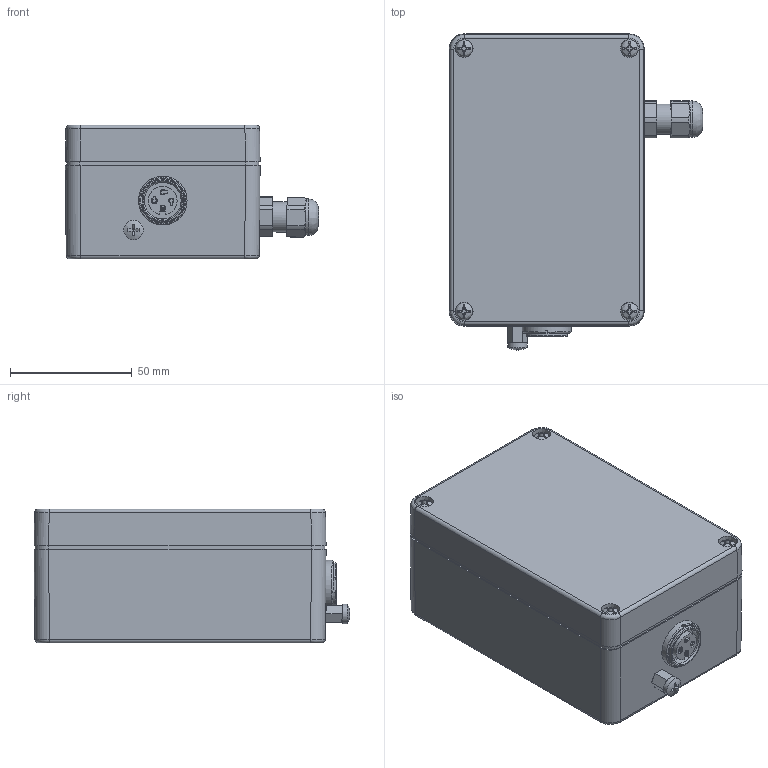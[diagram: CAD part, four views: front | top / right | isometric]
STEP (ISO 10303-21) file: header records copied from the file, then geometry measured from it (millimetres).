
FILE_DESCRIPTION(/* description */ (''),/* implementation_level */ '2;1');
FILE_NAME(/* name */ 'Schaltverstärker 10 055 00 CSV55-L15_kpl.stp',/* time_stamp */ '2018-03-07T09:53:13+01:00',/* author */ ('kuttig'),/* organization */ (''),/* preprocessor_version */ 'ST-DEVELOPER v16.13',/* originating_system */ 'Autodesk Inventor 2018',/* authorisation */ '');
FILE_SCHEMA (('CONFIG_CONTROL_DESIGN'));
Products named in the file (1): Schaltverstärker 10 055 00 CSV55-L15_kpl
Bounding box: 104.04 x 129.83 x 55 mm (x, y, z)
Volume: 134443.2 mm3; surface area: 114675.6 mm2
Topology: 14 solids, 15 shells, 3085 faces, 8092 edges, 5295 vertices
Faces by surface type: plane 1677, bspline 831, cylinder 280, cone 167, torus 102, sphere 28
Full cylindrical faces by diameter (mm): 0.314 x1, 1 x1, 2.25 x1, 2.5 x1, 2.87 x4, 3 x3, 3.242 x1, 3.55 x4, 4 x6, 4.92 x4, 5.8 x5, 7 x4, 8 x1, 11.875 x2, 12.4 x1, 12.5 x1, 13.85 x1, 15 x1, 15.1 x1, 15.188 x1, 15.6 x1, 18.1 x1, 20 x2
Entity records: 107898 total; most frequent: CARTESIAN_POINT 34567, ORIENTED_EDGE 15810, DIRECTION 11719, EDGE_CURVE 7905, VERTEX_POINT 5268, LINE 5021, VECTOR 5021, EDGE_LOOP 3545
